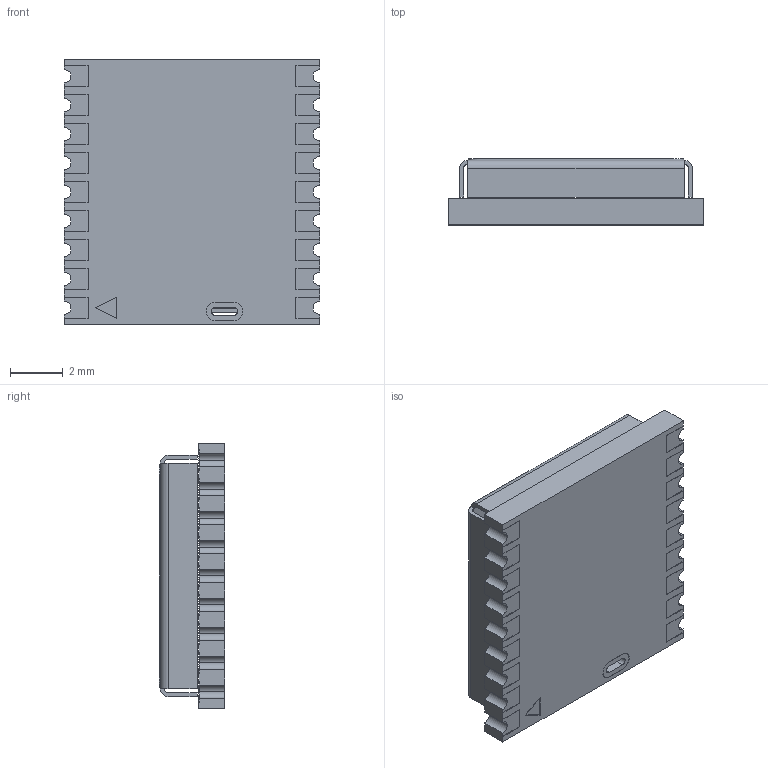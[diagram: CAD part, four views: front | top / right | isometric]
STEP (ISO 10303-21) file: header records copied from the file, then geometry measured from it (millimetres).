
FILE_DESCRIPTION (( 'STEP AP214' ), '1' );
FILE_NAME ('L76-L.STEP', '2023-06-08T12:40:13', ( '' ), ( '' ), 'SwSTEP 2.0', 'SolidWorks 2021', '' );
FILE_SCHEMA (( 'AUTOMOTIVE_DESIGN' ));
Length unit declared in the file: millimetre
Products named in the file (2): L76-L; L76-L_L76-L
Assembly tree (1 placements, depth 2):
  L76-L
    L76-L_L76-L
Bounding box: 9.7 x 2.5 x 10.1 mm (x, y, z)
Volume: 116.9 mm3; surface area: 630.1 mm2
Topology: 42 solids, 42 shells, 719 faces, 1880 edges, 1248 vertices
Faces by surface type: plane 578, cylinder 87, bspline 54
Entity records: 24796 total; most frequent: CARTESIAN_POINT 5881, ORIENTED_EDGE 3760, DIRECTION 3284, EDGE_CURVE 1880, VECTOR 1598, LINE 1598, VERTEX_POINT 1248, AXIS2_PLACEMENT_3D 843
